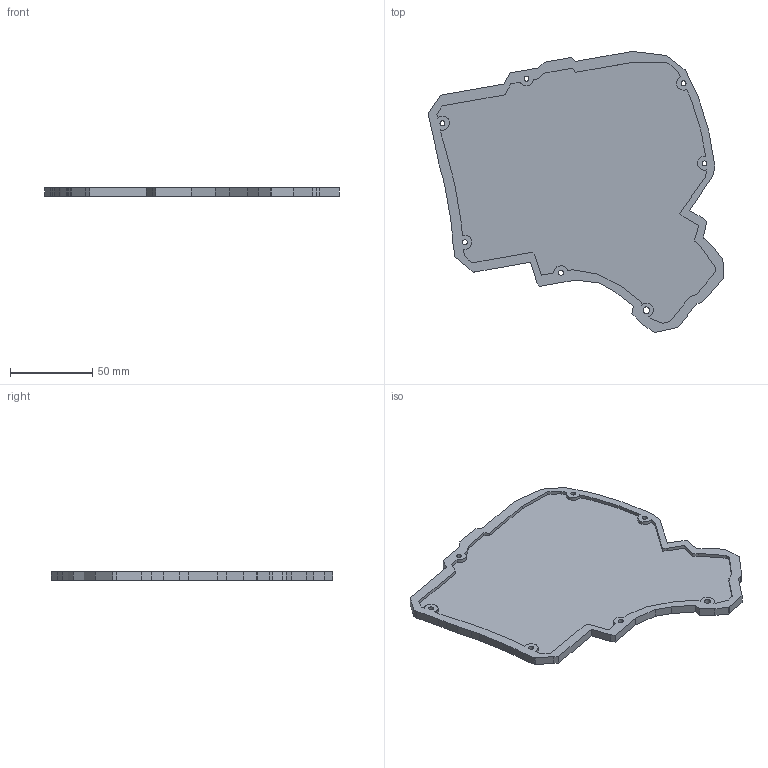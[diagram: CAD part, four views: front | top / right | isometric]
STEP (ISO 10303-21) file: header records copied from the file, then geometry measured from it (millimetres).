
FILE_DESCRIPTION(('FreeCAD Model'),'2;1');
FILE_NAME('Open CASCADE Shape Model','2025-10-11T18:43:04',(''),(''), 'Open CASCADE STEP processor 7.8','FreeCAD','Unknown');
FILE_SCHEMA(('AUTOMOTIVE_DESIGN { 1 0 10303 214 1 1 1 1 }'));
Length unit declared in the file: millimetre
Products named in the file (1): Cut004
Bounding box: 179.14 x 170.83 x 5 mm (x, y, z)
Volume: 71185.1 mm3; surface area: 47772.1 mm2
Topology: 1 solids, 1 shells, 161 faces, 435 edges, 290 vertices
Faces by surface type: plane 125, cylinder 21, cone 15
Full cylindrical faces by diameter (mm): 3 x6, 4 x1, 6 x7
Entity records: 5466 total; most frequent: CARTESIAN_POINT 1324, ORIENTED_EDGE 870, DIRECTION 804, EDGE_CURVE 435, LINE 356, VECTOR 356, VERTEX_POINT 290, AXIS2_PLACEMENT_3D 224
